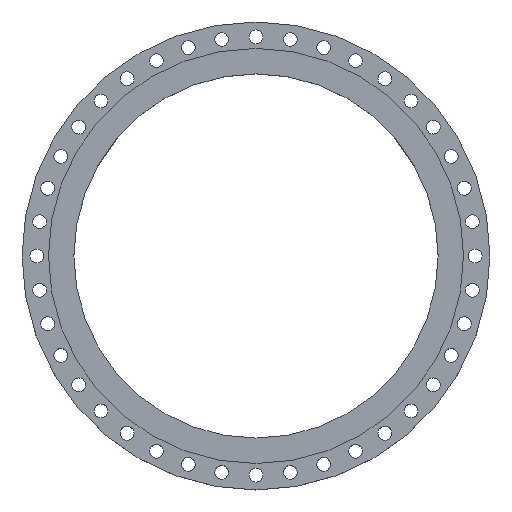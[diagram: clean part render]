
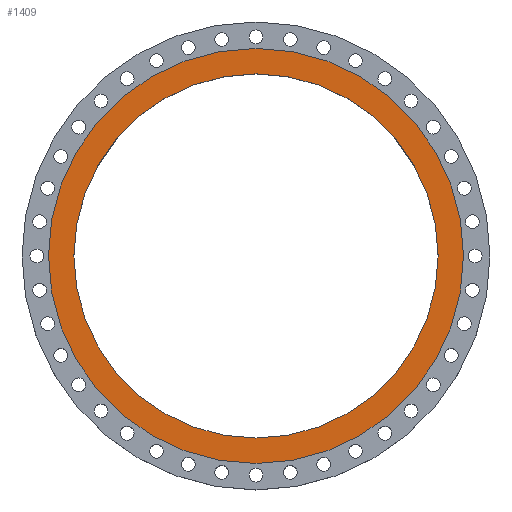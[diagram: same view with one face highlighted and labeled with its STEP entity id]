
A CAD part, top view. The second image highlights one B-rep face of the part: STEP entity #1409.
In plain terms, the highlighted planar face has unit normal (0, 0, 1).
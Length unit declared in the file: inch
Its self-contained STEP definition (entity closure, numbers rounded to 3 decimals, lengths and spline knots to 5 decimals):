
#10 = ORIENTED_EDGE ( 'NONE', *, *, #2249, .F. ) ;
#215 = DIRECTION ( 'NONE',  ( 0., 0., 1. ) ) ;
#341 = AXIS2_PLACEMENT_3D ( 'NONE', #1989, #373, #1665 ) ;
#367 = CARTESIAN_POINT ( 'NONE',  ( 0., 0., 0. ) ) ;
#373 = DIRECTION ( 'NONE',  ( 0., 0., 1. ) ) ;
#410 = DIRECTION ( 'NONE',  ( 0., 0., -1. ) ) ;
#537 = EDGE_LOOP ( 'NONE', ( #2908, #10 ) ) ;
#612 = CIRCLE ( 'NONE', #2397, 21.5 ) ;
#631 = CARTESIAN_POINT ( 'NONE',  ( -21.5, 0., 0. ) ) ;
#642 = CARTESIAN_POINT ( 'NONE',  ( 0., 21.5, 0. ) ) ;
#705 = ORIENTED_EDGE ( 'NONE', *, *, #3411, .T. ) ;
#709 = FACE_BOUND ( 'NONE', #537, .T. ) ;
#799 = EDGE_CURVE ( 'NONE', #2631, #2322, #612, .T. ) ;
#804 = VERTEX_POINT ( 'NONE', #3453 ) ;
#938 = PLANE ( 'NONE',  #2067 ) ;
#989 = DIRECTION ( 'NONE',  ( 1., 0., 0. ) ) ;
#1409 = ADVANCED_FACE ( 'NONE', ( #709, #2277 ), #938, .F. ) ;
#1453 = DIRECTION ( 'NONE',  ( 0., 0., 1. ) ) ;
#1596 = CARTESIAN_POINT ( 'NONE',  ( 0., 0., 0. ) ) ;
#1646 = CIRCLE ( 'NONE', #2548, 24.5 ) ;
#1647 = EDGE_CURVE ( 'NONE', #2001, #804, #2845, .T. ) ;
#1665 = DIRECTION ( 'NONE',  ( 1., 0., 0. ) ) ;
#1671 = EDGE_LOOP ( 'NONE', ( #705, #2163 ) ) ;
#1848 = DIRECTION ( 'NONE',  ( 1., 0., 0. ) ) ;
#1868 = DIRECTION ( 'NONE',  ( 0., 0., 1. ) ) ;
#1989 = CARTESIAN_POINT ( 'NONE',  ( 0., 0., 0. ) ) ;
#2001 = VERTEX_POINT ( 'NONE', #2921 ) ;
#2067 = AXIS2_PLACEMENT_3D ( 'NONE', #642, #410, #2563 ) ;
#2163 = ORIENTED_EDGE ( 'NONE', *, *, #1647, .T. ) ;
#2184 = CARTESIAN_POINT ( 'NONE',  ( 21.5, 0., 0. ) ) ;
#2249 = EDGE_CURVE ( 'NONE', #2322, #2631, #3135, .T. ) ;
#2277 = FACE_OUTER_BOUND ( 'NONE', #1671, .T. ) ;
#2322 = VERTEX_POINT ( 'NONE', #631 ) ;
#2397 = AXIS2_PLACEMENT_3D ( 'NONE', #1596, #1868, #1848 ) ;
#2528 = DIRECTION ( 'NONE',  ( 1., 0., 0. ) ) ;
#2548 = AXIS2_PLACEMENT_3D ( 'NONE', #367, #1453, #2528 ) ;
#2563 = DIRECTION ( 'NONE',  ( -1., 0., 0. ) ) ;
#2620 = CARTESIAN_POINT ( 'NONE',  ( 0., 0., 0. ) ) ;
#2631 = VERTEX_POINT ( 'NONE', #2184 ) ;
#2743 = AXIS2_PLACEMENT_3D ( 'NONE', #2620, #215, #989 ) ;
#2845 = CIRCLE ( 'NONE', #2743, 24.5 ) ;
#2908 = ORIENTED_EDGE ( 'NONE', *, *, #799, .F. ) ;
#2921 = CARTESIAN_POINT ( 'NONE',  ( -24.5, 0., 0. ) ) ;
#3135 = CIRCLE ( 'NONE', #341, 21.5 ) ;
#3411 = EDGE_CURVE ( 'NONE', #804, #2001, #1646, .T. ) ;
#3453 = CARTESIAN_POINT ( 'NONE',  ( 24.5, 0., 0. ) ) ;
